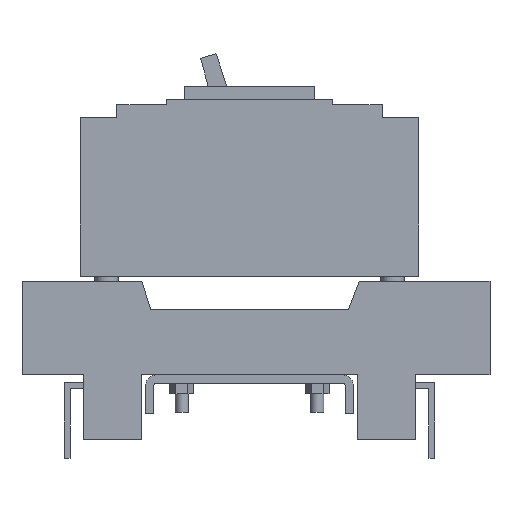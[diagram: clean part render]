
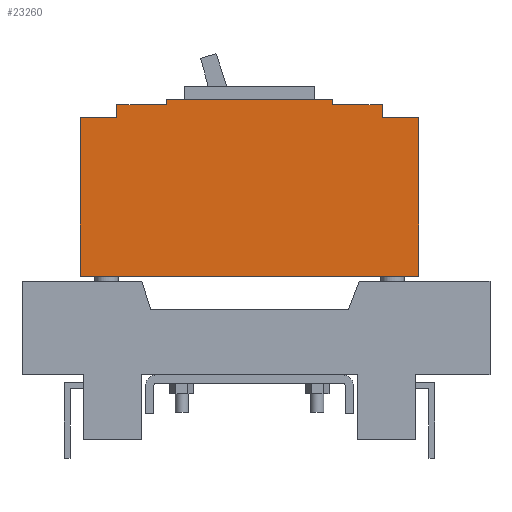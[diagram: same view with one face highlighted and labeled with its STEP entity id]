
A CAD part, left-side view. The second image highlights one B-rep face of the part: STEP entity #23260.
In plain terms, the highlighted planar face has unit normal (-1, 0, 0).
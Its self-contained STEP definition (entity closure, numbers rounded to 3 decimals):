
#21590=CARTESIAN_POINT('',(30.,382.,-7.));
#21600=VERTEX_POINT('',#21590);
#21630=CARTESIAN_POINT('',(30.,0.,-7.));
#21640=DIRECTION('',(0.,1.,0.));
#21650=VECTOR('',#21640,1.);
#21660=LINE('',#21630,#21650);
#21670=CARTESIAN_POINT('',(30.,401.,-7.));
#21680=VERTEX_POINT('',#21670);
#21690=EDGE_CURVE('',#21600,#21680,#21660,.T.);
#22320=CARTESIAN_POINT('',(30.,415.,0.));
#22330=DIRECTION('',(1.,-0.,0.));
#22340=DIRECTION('',(0.,0.,-1.));
#22350=AXIS2_PLACEMENT_3D('',#22320,#22330,#22340);
#22360=PLANE('',#22350);
#22370=CARTESIAN_POINT('',(30.,285.,0.));
#22380=DIRECTION('',(0.,0.,-1.));
#22390=VECTOR('',#22380,1.);
#22400=LINE('',#22370,#22390);
#22410=CARTESIAN_POINT('',(30.,285.,-12.));
#22420=VERTEX_POINT('',#22410);
#22430=CARTESIAN_POINT('',(30.,285.,-73.));
#22440=VERTEX_POINT('',#22430);
#22450=EDGE_CURVE('',#22420,#22440,#22400,.T.);
#22460=ORIENTED_EDGE('',*,*,#22450,.F.);
#22470=CARTESIAN_POINT('',(30.,0.,-73.));
#22480=DIRECTION('',(0.,1.,0.));
#22490=VECTOR('',#22480,1.);
#22500=LINE('',#22470,#22490);
#22510=CARTESIAN_POINT('',(30.,415.,-73.));
#22520=VERTEX_POINT('',#22510);
#22530=EDGE_CURVE('',#22440,#22520,#22500,.T.);
#22540=ORIENTED_EDGE('',*,*,#22530,.F.);
#22550=CARTESIAN_POINT('',(30.,415.,0.));
#22560=DIRECTION('',(0.,0.,1.));
#22570=VECTOR('',#22560,1.);
#22580=LINE('',#22550,#22570);
#22590=CARTESIAN_POINT('',(30.,415.,-12.));
#22600=VERTEX_POINT('',#22590);
#22610=EDGE_CURVE('',#22520,#22600,#22580,.T.);
#22620=ORIENTED_EDGE('',*,*,#22610,.F.);
#22630=CARTESIAN_POINT('',(30.,0.,-12.));
#22640=DIRECTION('',(0.,-1.,0.));
#22650=VECTOR('',#22640,1.);
#22660=LINE('',#22630,#22650);
#22670=CARTESIAN_POINT('',(30.,401.,-12.));
#22680=VERTEX_POINT('',#22670);
#22690=EDGE_CURVE('',#22600,#22680,#22660,.T.);
#22700=ORIENTED_EDGE('',*,*,#22690,.F.);
#22710=CARTESIAN_POINT('',(30.,401.,0.));
#22720=DIRECTION('',(0.,0.,1.));
#22730=VECTOR('',#22720,1.);
#22740=LINE('',#22710,#22730);
#22750=EDGE_CURVE('',#22680,#21680,#22740,.T.);
#22760=ORIENTED_EDGE('',*,*,#22750,.F.);
#22770=ORIENTED_EDGE('',*,*,#21690,.T.);
#22780=CARTESIAN_POINT('',(30.,382.,0.));
#22790=DIRECTION('',(0.,0.,-1.));
#22800=VECTOR('',#22790,1.);
#22810=LINE('',#22780,#22800);
#22820=CARTESIAN_POINT('',(30.,382.,-5.));
#22830=VERTEX_POINT('',#22820);
#22840=EDGE_CURVE('',#22830,#21600,#22810,.T.);
#22850=ORIENTED_EDGE('',*,*,#22840,.T.);
#22860=CARTESIAN_POINT('',(30.,0.,-5.));
#22870=DIRECTION('',(0.,-1.,0.));
#22880=VECTOR('',#22870,1.);
#22890=LINE('',#22860,#22880);
#22900=CARTESIAN_POINT('',(30.,318.,-5.));
#22910=VERTEX_POINT('',#22900);
#22920=EDGE_CURVE('',#22830,#22910,#22890,.T.);
#22930=ORIENTED_EDGE('',*,*,#22920,.F.);
#22940=CARTESIAN_POINT('',(30.,318.,0.));
#22950=DIRECTION('',(0.,0.,1.));
#22960=VECTOR('',#22950,1.);
#22970=LINE('',#22940,#22960);
#22980=CARTESIAN_POINT('',(30.,318.,-7.));
#22990=VERTEX_POINT('',#22980);
#23000=EDGE_CURVE('',#22990,#22910,#22970,.T.);
#23010=ORIENTED_EDGE('',*,*,#23000,.T.);
#23020=CARTESIAN_POINT('',(30.,0.,-7.));
#23030=DIRECTION('',(0.,1.,0.));
#23040=VECTOR('',#23030,1.);
#23050=LINE('',#23020,#23040);
#23060=CARTESIAN_POINT('',(30.,299.,-7.));
#23070=VERTEX_POINT('',#23060);
#23080=EDGE_CURVE('',#23070,#22990,#23050,.T.);
#23090=ORIENTED_EDGE('',*,*,#23080,.T.);
#23100=CARTESIAN_POINT('',(30.,299.,0.));
#23110=DIRECTION('',(0.,0.,-1.));
#23120=VECTOR('',#23110,1.);
#23130=LINE('',#23100,#23120);
#23140=CARTESIAN_POINT('',(30.,299.,-12.));
#23150=VERTEX_POINT('',#23140);
#23160=EDGE_CURVE('',#23070,#23150,#23130,.T.);
#23170=ORIENTED_EDGE('',*,*,#23160,.F.);
#23180=CARTESIAN_POINT('',(30.,0.,-12.));
#23190=DIRECTION('',(0.,-1.,0.));
#23200=VECTOR('',#23190,1.);
#23210=LINE('',#23180,#23200);
#23220=EDGE_CURVE('',#23150,#22420,#23210,.T.);
#23230=ORIENTED_EDGE('',*,*,#23220,.F.);
#23240=EDGE_LOOP('',(#23230,#23170,#23090,#23010,#22930,#22850,#22770,
#22760,#22700,#22620,#22540,#22460));
#23250=FACE_OUTER_BOUND('',#23240,.T.);
#23260=ADVANCED_FACE('',(#23250),#22360,.F.);
